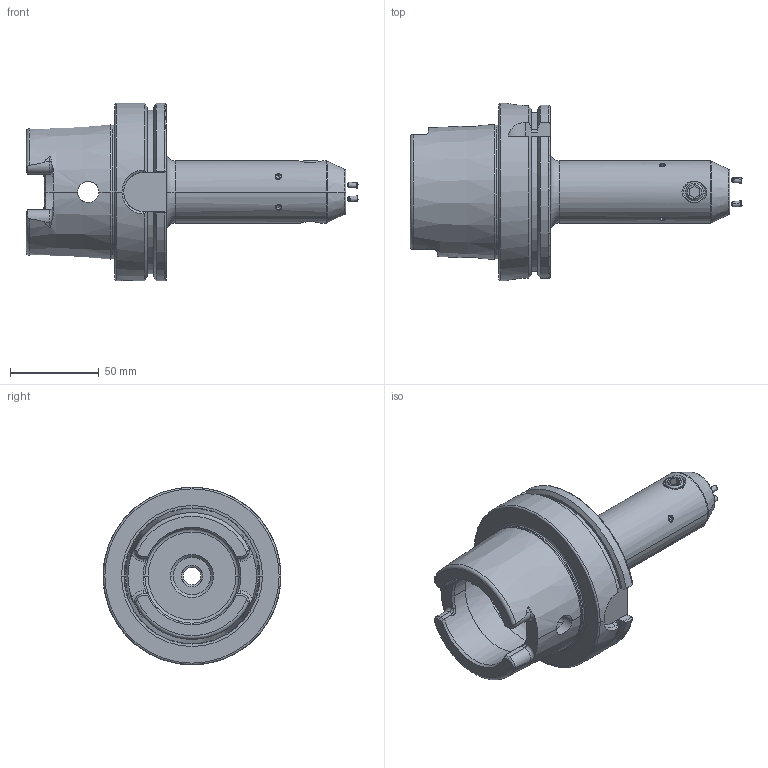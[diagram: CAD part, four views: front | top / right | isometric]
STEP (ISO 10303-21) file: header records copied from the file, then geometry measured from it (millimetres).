
FILE_DESCRIPTION (( 'STEP AP203' ), '1' );
FILE_NAME ('FWA100H-EKH10130.STEP', '2024-01-06T05:31:04', ( '' ), ( '' ), 'SwSTEP 2.0', 'SolidWorks 2023', '' );
FILE_SCHEMA (( 'CONFIG_CONTROL_DESIGN' ));
Length unit declared in the file: millimetre
Products named in the file (6): HSKA100EK10130WW; FWA100H-EKH10130; GS-M4X4_DIN 913 - M4 x 4-N; GS-M10X12-DIN1835-B; GS-M3X5
Assembly tree (11 placements, depth 3):
  FWA100H-EKH10130
    HSKA100EK10130WW
      HSKA100EK10130WW
      GS-M10X12-DIN1835-B
      GS-M3X5  x4
      GS-M4X4_DIN 913 - M4 x 4-N  x4
Bounding box: 186.78 x 100 x 100 mm (x, y, z)
Volume: 337445.9 mm3; surface area: 66658.7 mm2
Topology: 10 solids, 10 shells, 501 faces, 1235 edges, 759 vertices
Faces by surface type: cone 183, plane 153, cylinder 120, torus 33, bspline 10, sphere 2
Entity records: 11545 total; most frequent: CARTESIAN_POINT 3893, ORIENTED_EDGE 1442, DIRECTION 1440, EDGE_CURVE 721, AXIS2_PLACEMENT_3D 574, VERTEX_POINT 444, EDGE_LOOP 327, FACE_OUTER_BOUND 294
